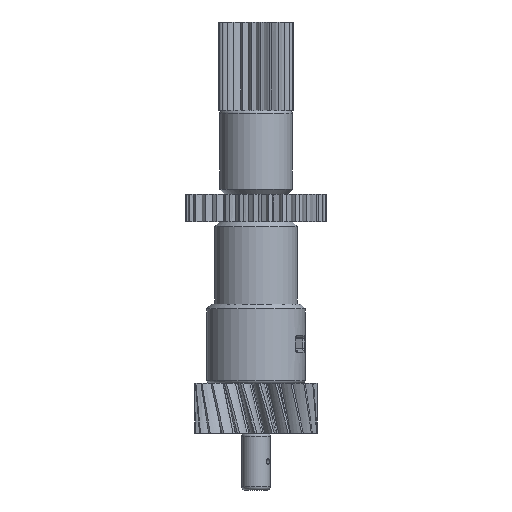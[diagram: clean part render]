
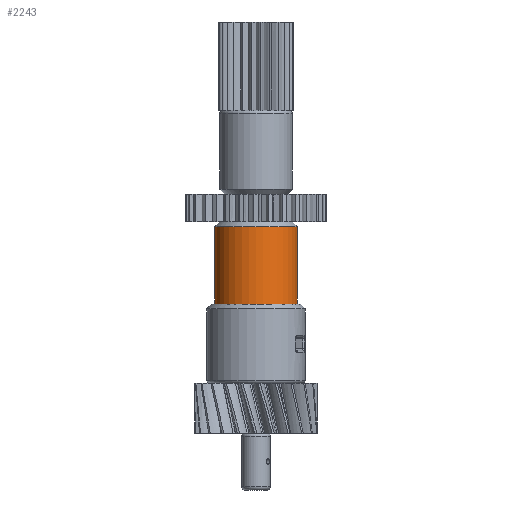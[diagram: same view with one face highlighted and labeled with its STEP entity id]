
A CAD part, front view. The second image highlights one B-rep face of the part: STEP entity #2243.
In plain terms, the highlighted cylindrical face has radius 75 mm (diameter 150 mm), a full revolution.
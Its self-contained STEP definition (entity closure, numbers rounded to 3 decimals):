
#1475=CYLINDRICAL_SURFACE('',#7351,75.);
#2243=ADVANCED_FACE('0',(#2562,#2563),#1475,.T.);
#2562=FACE_BOUND('',#2756,.T.);
#2563=FACE_BOUND('',#2757,.T.);
#2756=EDGE_LOOP('',(#3942));
#2757=EDGE_LOOP('',(#3943));
#3942=ORIENTED_EDGE('',*,*,#6165,.T.);
#3943=ORIENTED_EDGE('',*,*,#6163,.T.);
#5408=VERTEX_POINT('',#42818);
#5410=VERTEX_POINT('',#42871);
#6163=EDGE_CURVE('',#5408,#5408,#6854,.T.);
#6165=EDGE_CURVE('',#5410,#5410,#6855,.T.);
#6854=CIRCLE('',#7348,75.);
#6855=CIRCLE('',#7350,75.);
#7348=AXIS2_PLACEMENT_3D('',#42817,#8390,#8391);
#7350=AXIS2_PLACEMENT_3D('',#42870,#8394,#8395);
#7351=AXIS2_PLACEMENT_3D('',#42872,#8396,#8397);
#8390=DIRECTION('',(0.,0.,-1.));
#8391=DIRECTION('',(1.,0.,0.));
#8394=DIRECTION('',(0.,0.,1.));
#8395=DIRECTION('',(1.,0.,0.));
#8396=DIRECTION('',(0.,0.,1.));
#8397=DIRECTION('',(1.,0.,0.));
#42817=CARTESIAN_POINT('',(0.,0.,477.));
#42818=CARTESIAN_POINT('',(75.,0.,477.));
#42870=CARTESIAN_POINT('',(0.,0.,337.));
#42871=CARTESIAN_POINT('',(75.,0.,337.));
#42872=CARTESIAN_POINT('',(0.,0.,337.));
